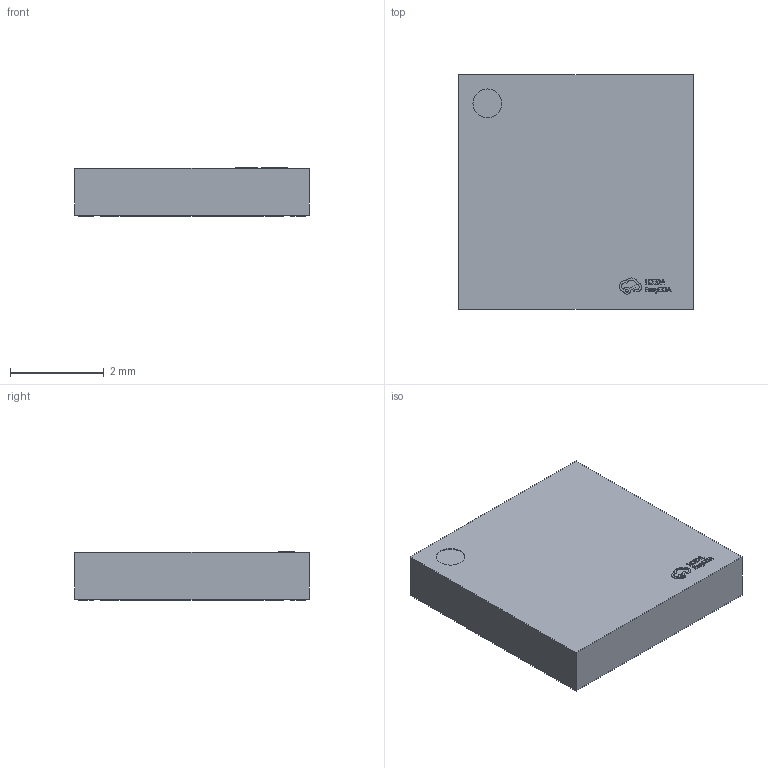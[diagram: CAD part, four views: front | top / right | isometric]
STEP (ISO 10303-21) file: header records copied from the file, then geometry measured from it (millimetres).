
FILE_DESCRIPTION(/* description */ ('','CAx-IF Rec.Pracs.---Representation and Presentation of Product Manufacturing Information (PMI)---4.0---2014-10-13'),/* implementation_level */ '2;1');
FILE_NAME(/* name */ '13lB-U5-QFN-32_L5.0-W5.0-P0.50-TL-EP3.5.step',/* time_stamp */ '2025-03-21T14:24:50+08:00',/* author */ (''),/* organization */ (''),/* preprocessor_version */ 'ST-DEVELOPER v20',/* originating_system */ 'Autodesk Translation Framework v13.20.0.188',/* authorisation */ '');
FILE_SCHEMA (('AP242_MANAGED_MODEL_BASED_3D_ENGINEERING_MIM_LF { 1 0 10303 442 1 1 4 }'));
Length unit declared in the file: millimetre
Products named in the file (2): 13lB-U5-QFN-32_L5.0-W5.0-P0.50-TL-EP3.5; COMPOUND
Assembly tree (1 placements, depth 2):
  13lB-U5-QFN-32_L5.0-W5.0-P0.50-TL-EP3.5
    COMPOUND
Bounding box: 5 x 5 x 1.03 mm (x, y, z)
Surface area: 124.3 mm2
Topology: 66 solids, 66 shells, 1026 faces, 2505 edges, 1670 vertices
Faces by surface type: plane 723, cylinder 191, bspline 112
Full cylindrical faces by diameter (mm): 0.612 x1
Entity records: 32230 total; most frequent: CARTESIAN_POINT 7110, ORIENTED_EDGE 5010, DIRECTION 4677, EDGE_CURVE 2505, LINE 1899, VECTOR 1899, VERTEX_POINT 1670, AXIS2_PLACEMENT_3D 1389
